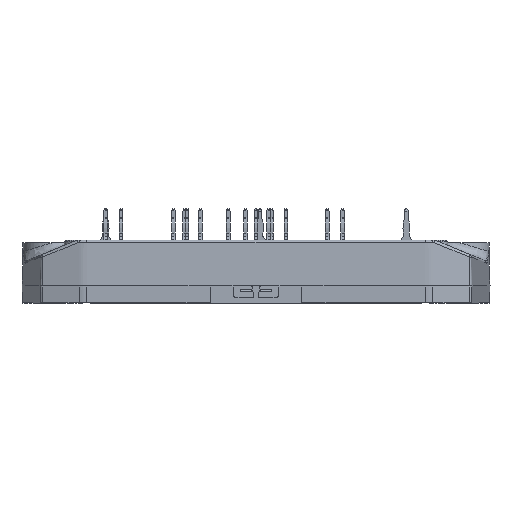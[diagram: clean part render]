
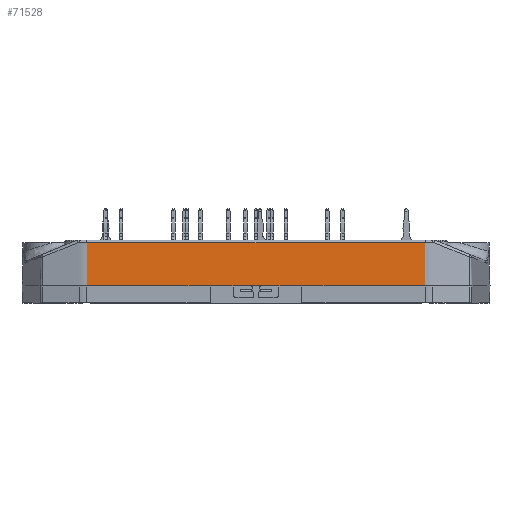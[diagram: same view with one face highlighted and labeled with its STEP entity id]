
A CAD part, front view. The second image highlights one B-rep face of the part: STEP entity #71528.
In plain terms, the highlighted planar face has unit normal (0, -1, 0.026).
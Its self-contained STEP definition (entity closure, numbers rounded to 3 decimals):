
#9481=ORIENTED_EDGE('',*,*,#23179,.F.);
#9482=ORIENTED_EDGE('',*,*,#23180,.T.);
#9483=ORIENTED_EDGE('',*,*,#22860,.F.);
#9484=ORIENTED_EDGE('',*,*,#23181,.F.);
#9485=ORIENTED_EDGE('',*,*,#23182,.T.);
#9486=ORIENTED_EDGE('',*,*,#23183,.T.);
#9487=ORIENTED_EDGE('',*,*,#23166,.T.);
#9488=ORIENTED_EDGE('',*,*,#23184,.F.);
#9489=ORIENTED_EDGE('',*,*,#23160,.T.);
#9490=ORIENTED_EDGE('',*,*,#22709,.F.);
#9491=ORIENTED_EDGE('',*,*,#23153,.F.);
#9492=ORIENTED_EDGE('',*,*,#22847,.F.);
#22709=EDGE_CURVE('',#29763,#29764,#34326,.T.);
#22847=EDGE_CURVE('',#29892,#29893,#34405,.T.);
#22860=EDGE_CURVE('',#29902,#29903,#34413,.T.);
#23153=EDGE_CURVE('',#29893,#29763,#34562,.T.);
#23160=EDGE_CURVE('',#30093,#29764,#34566,.T.);
#23166=EDGE_CURVE('',#30098,#30097,#34569,.T.);
#23179=EDGE_CURVE('',#30109,#29892,#34577,.T.);
#23180=EDGE_CURVE('',#30109,#29903,#34578,.F.);
#23181=EDGE_CURVE('',#30110,#29902,#34579,.F.);
#23182=EDGE_CURVE('',#30110,#30111,#34580,.T.);
#23183=EDGE_CURVE('',#30111,#30098,#34581,.T.);
#23184=EDGE_CURVE('',#30093,#30097,#34582,.T.);
#29763=VERTEX_POINT('',#99639);
#29764=VERTEX_POINT('',#99641);
#29892=VERTEX_POINT('',#99980);
#29893=VERTEX_POINT('',#99982);
#29902=VERTEX_POINT('',#100015);
#29903=VERTEX_POINT('',#100016);
#30093=VERTEX_POINT('',#101170);
#30097=VERTEX_POINT('',#101179);
#30098=VERTEX_POINT('',#101181);
#30109=VERTEX_POINT('',#101290);
#30110=VERTEX_POINT('',#101293);
#30111=VERTEX_POINT('',#101295);
#34326=LINE('',#99640,#38921);
#34405=LINE('',#99981,#39000);
#34413=LINE('',#100014,#39008);
#34562=LINE('',#101157,#39157);
#34566=LINE('',#101169,#39161);
#34569=LINE('',#101180,#39164);
#34577=LINE('',#101289,#39172);
#34578=LINE('',#101291,#39173);
#34579=LINE('',#101292,#39174);
#34580=LINE('',#101294,#39175);
#34581=LINE('',#101296,#39176);
#34582=LINE('',#101297,#39177);
#38921=VECTOR('',#83075,1000.);
#39000=VECTOR('',#83268,1000.);
#39008=VECTOR('',#83292,1000.);
#39157=VECTOR('',#83791,1000.);
#39161=VECTOR('',#83801,1000.);
#39164=VECTOR('',#83810,1000.);
#39172=VECTOR('',#83822,1000.);
#39173=VECTOR('',#83823,1000.);
#39174=VECTOR('',#83824,1000.);
#39175=VECTOR('',#83825,1000.);
#39176=VECTOR('',#83826,1000.);
#39177=VECTOR('',#83827,1000.);
#43671=EDGE_LOOP('',(#9481,#9482,#9483,#9484,#9485,#9486,#9487,#9488,#9489,
#9490,#9491,#9492));
#46750=FACE_BOUND('',#43671,.T.);
#49118=PLANE('',#75479);
#71528=ADVANCED_FACE('',(#46750),#49118,.T.);
#75479=AXIS2_PLACEMENT_3D('',#101288,#83820,#83821);
#83075=DIRECTION('',(-1.,0.,0.));
#83268=DIRECTION('',(-1.,0.,0.));
#83292=DIRECTION('',(1.,0.,0.));
#83791=DIRECTION('',(-1.,0.,0.));
#83801=DIRECTION('',(1.,0.,0.));
#83810=DIRECTION('',(1.,0.,0.));
#83820=DIRECTION('',(0.,-1.,0.026));
#83821=DIRECTION('',(0.,0.026,1.));
#83822=DIRECTION('',(-1.,0.,0.));
#83823=DIRECTION('',(0.006,-0.026,-1.));
#83824=DIRECTION('',(-0.006,-0.026,-1.));
#83825=DIRECTION('',(1.,0.,0.));
#83826=DIRECTION('',(1.,0.,0.));
#83827=DIRECTION('',(-1.,0.,0.));
#99639=CARTESIAN_POINT('',(4.,-30.776,2.02));
#99640=CARTESIAN_POINT('',(-17.961,-30.776,2.02));
#99641=CARTESIAN_POINT('',(0.827,-30.776,2.02));
#99980=CARTESIAN_POINT('',(29.513,-30.776,2.02));
#99981=CARTESIAN_POINT('',(17.961,-30.776,2.02));
#99982=CARTESIAN_POINT('',(8.,-30.776,2.02));
#100014=CARTESIAN_POINT('',(27.533,-30.58,9.533));
#100015=CARTESIAN_POINT('',(-29.469,-30.58,9.533));
#100016=CARTESIAN_POINT('',(29.469,-30.58,9.533));
#101157=CARTESIAN_POINT('',(17.961,-30.776,2.02));
#101169=CARTESIAN_POINT('',(-0.65,-30.776,2.02));
#101170=CARTESIAN_POINT('',(-0.827,-30.776,2.02));
#101179=CARTESIAN_POINT('',(-4.,-30.776,2.02));
#101180=CARTESIAN_POINT('',(-17.961,-30.776,2.02));
#101181=CARTESIAN_POINT('',(-8.,-30.776,2.02));
#101288=CARTESIAN_POINT('',(17.961,-30.776,2.02));
#101289=CARTESIAN_POINT('',(17.961,-30.776,2.02));
#101290=CARTESIAN_POINT('',(29.513,-30.776,2.02));
#101291=CARTESIAN_POINT('',(29.512,-30.775,2.087));
#101292=CARTESIAN_POINT('',(-29.512,-30.775,2.087));
#101293=CARTESIAN_POINT('',(-29.513,-30.776,2.02));
#101294=CARTESIAN_POINT('',(-17.961,-30.776,2.02));
#101295=CARTESIAN_POINT('',(-29.513,-30.776,2.02));
#101296=CARTESIAN_POINT('',(-17.961,-30.776,2.02));
#101297=CARTESIAN_POINT('',(-17.961,-30.776,2.02));
